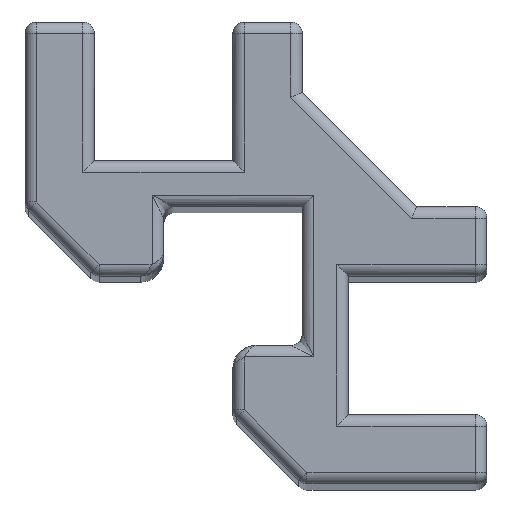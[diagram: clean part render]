
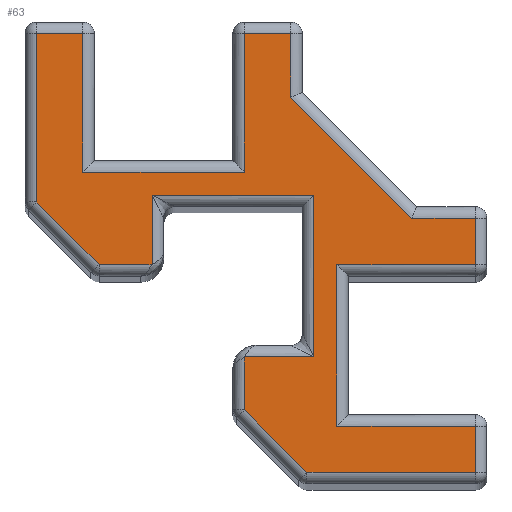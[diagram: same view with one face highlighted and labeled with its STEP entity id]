
A CAD part, top view. The second image highlights one B-rep face of the part: STEP entity #63.
In plain terms, the highlighted planar face has unit normal (0, 0, 1).
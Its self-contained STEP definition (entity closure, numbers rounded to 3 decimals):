
#63=ADVANCED_FACE('',(#290),#292,.T.);
#290=FACE_BOUND('',#291,.T.);
#291=EDGE_LOOP('',(#2260,#2261,#2262,#2263,#2264,#2265,#2266,#2267,#2268,#2269,#2270,
#2271,#2272,#2273,#2274,#2275,#2276,#2277,#2278,#2279,#2280,#2281,#2282));
#292=PLANE('',#293);
#293=AXIS2_PLACEMENT_3D('',#294,#295,#296);
#294=CARTESIAN_POINT('',(0.,0.,150.));
#295=DIRECTION('',(0.,0.,1.));
#296=DIRECTION('',(-1.,0.,0.));
#2260=ORIENTED_EDGE('',*,*,#2775,.T.);
#2261=ORIENTED_EDGE('',*,*,#2776,.T.);
#2262=ORIENTED_EDGE('',*,*,#2777,.T.);
#2263=ORIENTED_EDGE('',*,*,#2778,.T.);
#2264=ORIENTED_EDGE('',*,*,#2779,.T.);
#2265=ORIENTED_EDGE('',*,*,#2780,.T.);
#2266=ORIENTED_EDGE('',*,*,#2781,.T.);
#2267=ORIENTED_EDGE('',*,*,#2782,.T.);
#2268=ORIENTED_EDGE('',*,*,#2783,.T.);
#2269=ORIENTED_EDGE('',*,*,#2761,.T.);
#2270=ORIENTED_EDGE('',*,*,#2774,.T.);
#2271=ORIENTED_EDGE('',*,*,#2784,.T.);
#2272=ORIENTED_EDGE('',*,*,#2785,.T.);
#2273=ORIENTED_EDGE('',*,*,#2786,.T.);
#2274=ORIENTED_EDGE('',*,*,#2787,.T.);
#2275=ORIENTED_EDGE('',*,*,#2788,.T.);
#2276=ORIENTED_EDGE('',*,*,#2789,.T.);
#2277=ORIENTED_EDGE('',*,*,#2790,.T.);
#2278=ORIENTED_EDGE('',*,*,#2791,.T.);
#2279=ORIENTED_EDGE('',*,*,#2792,.T.);
#2280=ORIENTED_EDGE('',*,*,#2793,.T.);
#2281=ORIENTED_EDGE('',*,*,#2747,.T.);
#2282=ORIENTED_EDGE('',*,*,#2794,.T.);
#2747=EDGE_CURVE('',#3038,#3039,#3040,.F.);
#2761=EDGE_CURVE('',#3058,#3060,#3062,.F.);
#2774=EDGE_CURVE('',#3060,#3081,#3083,.F.);
#2775=EDGE_CURVE('',#3084,#3085,#3086,.T.);
#2776=EDGE_CURVE('',#3085,#3087,#3088,.F.);
#2777=EDGE_CURVE('',#3087,#3089,#3090,.F.);
#2778=EDGE_CURVE('',#3089,#3091,#3092,.F.);
#2779=EDGE_CURVE('',#3091,#3093,#3094,.T.);
#2780=EDGE_CURVE('',#3093,#3095,#3096,.T.);
#2781=EDGE_CURVE('',#3095,#3097,#3098,.F.);
#2782=EDGE_CURVE('',#3097,#3099,#3100,.F.);
#2783=EDGE_CURVE('',#3099,#3058,#3101,.F.);
#2784=EDGE_CURVE('',#3081,#3102,#3103,.F.);
#2785=EDGE_CURVE('',#3102,#3104,#3105,.F.);
#2786=EDGE_CURVE('',#3104,#3106,#3107,.F.);
#2787=EDGE_CURVE('',#3106,#3108,#3109,.T.);
#2788=EDGE_CURVE('',#3108,#3110,#3111,.T.);
#2789=EDGE_CURVE('',#3110,#3112,#3113,.F.);
#2790=EDGE_CURVE('',#3112,#3114,#3115,.F.);
#2791=EDGE_CURVE('',#3114,#3116,#3117,.F.);
#2792=EDGE_CURVE('',#3116,#3118,#3119,.T.);
#2793=EDGE_CURVE('',#3118,#3038,#3120,.F.);
#2794=EDGE_CURVE('',#3039,#3084,#3121,.F.);
#3038=VERTEX_POINT('',#3517);
#3039=VERTEX_POINT('',#3518);
#3040=LINE('',#3519,#3520);
#3058=VERTEX_POINT('',#3565);
#3060=VERTEX_POINT('',#3583);
#3062=LINE('',#3588,#3589);
#3081=VERTEX_POINT('',#3664);
#3083=LINE('',#3682,#3683);
#3084=VERTEX_POINT('',#3685);
#3085=VERTEX_POINT('',#3686);
#3086=LINE('',#3687,#3688);
#3087=VERTEX_POINT('',#3690);
#3088=LINE('',#3691,#3692);
#3089=VERTEX_POINT('',#3694);
#3090=LINE('',#3695,#3696);
#3091=VERTEX_POINT('',#3698);
#3092=LINE('',#3699,#3700);
#3093=VERTEX_POINT('',#3702);
#3094=LINE('',#3703,#3704);
#3095=VERTEX_POINT('',#3706);
#3096=LINE('',#3707,#3708);
#3097=VERTEX_POINT('',#3710);
#3098=LINE('',#3711,#3712);
#3099=VERTEX_POINT('',#3714);
#3100=LINE('',#3715,#3716);
#3101=LINE('',#3718,#3719);
#3102=VERTEX_POINT('',#3721);
#3103=LINE('',#3722,#3723);
#3104=VERTEX_POINT('',#3725);
#3105=LINE('',#3726,#3727);
#3106=VERTEX_POINT('',#3729);
#3107=LINE('',#3730,#3731);
#3108=VERTEX_POINT('',#3733);
#3109=LINE('',#3734,#3735);
#3110=VERTEX_POINT('',#3737);
#3111=LINE('',#3738,#3739);
#3112=VERTEX_POINT('',#3741);
#3113=LINE('',#3742,#3743);
#3114=VERTEX_POINT('',#3745);
#3115=LINE('',#3746,#3747);
#3116=VERTEX_POINT('',#3749);
#3117=LINE('',#3750,#3751);
#3118=VERTEX_POINT('',#3753);
#3119=LINE('',#3754,#3755);
#3120=LINE('',#3757,#3758);
#3121=LINE('',#3760,#3761);
#3517=CARTESIAN_POINT('',(6.743,1.5,150.));
#3518=CARTESIAN_POINT('',(1.5,6.743,150.));
#3519=CARTESIAN_POINT('',(1.5,6.743,150.));
#3520=VECTOR('',#3521,1.);
#3521=DIRECTION('',(0.707,-0.707,0.));
#3565=CARTESIAN_POINT('',(-4.5,2.5,150.));
#3583=CARTESIAN_POINT('',(2.5,2.5,150.));
#3588=CARTESIAN_POINT('',(2.5,2.5,150.));
#3589=VECTOR('',#3590,1.);
#3590=DIRECTION('',(-1.,0.,0.));
#3664=CARTESIAN_POINT('',(2.5,-4.5,150.));
#3682=CARTESIAN_POINT('',(2.5,-4.5,150.));
#3683=VECTOR('',#3684,1.);
#3684=DIRECTION('',(0.,1.,0.));
#3685=CARTESIAN_POINT('',(1.5,9.5,150.));
#3686=CARTESIAN_POINT('',(-0.5,9.5,150.));
#3687=CARTESIAN_POINT('',(1.5,9.5,150.));
#3688=VECTOR('',#3689,1.);
#3689=DIRECTION('',(-1.,0.,0.));
#3690=CARTESIAN_POINT('',(-0.5,3.5,150.));
#3691=CARTESIAN_POINT('',(-0.5,3.5,150.));
#3692=VECTOR('',#3693,1.);
#3693=DIRECTION('',(0.,1.,0.));
#3694=CARTESIAN_POINT('',(-7.5,3.5,150.));
#3695=CARTESIAN_POINT('',(-7.5,3.5,150.));
#3696=VECTOR('',#3697,1.);
#3697=DIRECTION('',(1.,0.,0.));
#3698=CARTESIAN_POINT('',(-7.5,9.5,150.));
#3699=CARTESIAN_POINT('',(-7.5,9.5,150.));
#3700=VECTOR('',#3701,1.);
#3701=DIRECTION('',(0.,-1.,0.));
#3702=CARTESIAN_POINT('',(-9.5,9.5,150.));
#3703=CARTESIAN_POINT('',(-7.5,9.5,150.));
#3704=VECTOR('',#3705,1.);
#3705=DIRECTION('',(-1.,0.,0.));
#3706=CARTESIAN_POINT('',(-9.5,2.207,150.));
#3707=CARTESIAN_POINT('',(-9.5,9.5,150.));
#3708=VECTOR('',#3709,1.);
#3709=DIRECTION('',(0.,-1.,0.));
#3710=CARTESIAN_POINT('',(-6.793,-0.5,150.));
#3711=CARTESIAN_POINT('',(-6.793,-0.5,150.));
#3712=VECTOR('',#3713,1.);
#3713=DIRECTION('',(-0.707,0.707,0.));
#3714=CARTESIAN_POINT('',(-4.5,-0.5,150.));
#3715=CARTESIAN_POINT('',(-4.5,-0.5,150.));
#3716=VECTOR('',#3717,1.);
#3717=DIRECTION('',(-1.,0.,0.));
#3718=CARTESIAN_POINT('',(-4.5,2.5,150.));
#3719=VECTOR('',#3720,1.);
#3720=DIRECTION('',(0.,-1.,0.));
#3721=CARTESIAN_POINT('',(-0.5,-4.5,150.));
#3722=CARTESIAN_POINT('',(-0.5,-4.5,150.));
#3723=VECTOR('',#3724,1.);
#3724=DIRECTION('',(1.,0.,0.));
#3725=CARTESIAN_POINT('',(-0.5,-6.793,150.));
#3726=CARTESIAN_POINT('',(-0.5,-6.793,150.));
#3727=VECTOR('',#3728,1.);
#3728=DIRECTION('',(0.,1.,0.));
#3729=CARTESIAN_POINT('',(2.207,-9.5,150.));
#3730=CARTESIAN_POINT('',(2.207,-9.5,150.));
#3731=VECTOR('',#3732,1.);
#3732=DIRECTION('',(-0.707,0.707,0.));
#3733=CARTESIAN_POINT('',(9.5,-9.5,150.));
#3734=CARTESIAN_POINT('',(2.207,-9.5,150.));
#3735=VECTOR('',#3736,1.);
#3736=DIRECTION('',(1.,0.,0.));
#3737=CARTESIAN_POINT('',(9.5,-7.5,150.));
#3738=CARTESIAN_POINT('',(9.5,-9.5,150.));
#3739=VECTOR('',#3740,1.);
#3740=DIRECTION('',(0.,1.,0.));
#3741=CARTESIAN_POINT('',(3.5,-7.5,150.));
#3742=CARTESIAN_POINT('',(3.5,-7.5,150.));
#3743=VECTOR('',#3744,1.);
#3744=DIRECTION('',(1.,0.,0.));
#3745=CARTESIAN_POINT('',(3.5,-0.5,150.));
#3746=CARTESIAN_POINT('',(3.5,-0.5,150.));
#3747=VECTOR('',#3748,1.);
#3748=DIRECTION('',(0.,-1.,0.));
#3749=CARTESIAN_POINT('',(9.5,-0.5,150.));
#3750=CARTESIAN_POINT('',(9.5,-0.5,150.));
#3751=VECTOR('',#3752,1.);
#3752=DIRECTION('',(-1.,0.,0.));
#3753=CARTESIAN_POINT('',(9.5,1.5,150.));
#3754=CARTESIAN_POINT('',(9.5,-0.5,150.));
#3755=VECTOR('',#3756,1.);
#3756=DIRECTION('',(0.,1.,0.));
#3757=CARTESIAN_POINT('',(6.743,1.5,150.));
#3758=VECTOR('',#3759,1.);
#3759=DIRECTION('',(1.,0.,0.));
#3760=CARTESIAN_POINT('',(1.5,9.5,150.));
#3761=VECTOR('',#3762,1.);
#3762=DIRECTION('',(0.,-1.,0.));
